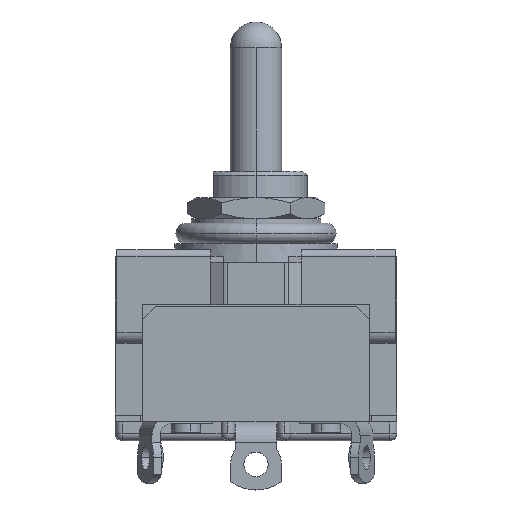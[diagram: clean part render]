
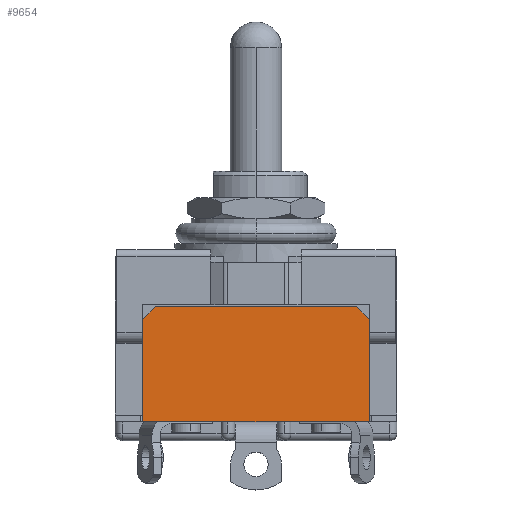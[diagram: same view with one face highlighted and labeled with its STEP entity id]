
A CAD part, top view. The second image highlights one B-rep face of the part: STEP entity #9654.
In plain terms, the highlighted planar face has unit normal (0, 0, 1).
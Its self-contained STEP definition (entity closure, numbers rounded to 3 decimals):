
#270 = VERTEX_POINT ( 'NONE', #11099 ) ;
#306 = LINE ( 'NONE', #814, #3658 ) ;
#332 = CARTESIAN_POINT ( 'NONE',  ( -11.8, -3.5, 9.6 ) ) ;
#420 = CARTESIAN_POINT ( 'NONE',  ( -13.3, -5., 9.6 ) ) ;
#468 = VECTOR ( 'NONE', #5367, 1000. ) ;
#632 = VERTEX_POINT ( 'NONE', #9609 ) ;
#814 = CARTESIAN_POINT ( 'NONE',  ( -13.3, -3.5, 9.6 ) ) ;
#855 = EDGE_LOOP ( 'NONE', ( #5182, #7943, #7550, #8049, #10565, #11152 ) ) ;
#865 = DIRECTION ( 'NONE',  ( 0., 1., 0. ) ) ;
#921 = VERTEX_POINT ( 'NONE', #332 ) ;
#1855 = CARTESIAN_POINT ( 'NONE',  ( -13.3, -3.5, 9.6 ) ) ;
#2064 = EDGE_CURVE ( 'NONE', #921, #8839, #3789, .T. ) ;
#2646 = CARTESIAN_POINT ( 'NONE',  ( 13.3, -17., 9.6 ) ) ;
#2757 = DIRECTION ( 'NONE',  ( 0., 0., -1. ) ) ;
#3658 = VECTOR ( 'NONE', #5239, 1000. ) ;
#3789 = LINE ( 'NONE', #420, #4756 ) ;
#4094 = LINE ( 'NONE', #7861, #7560 ) ;
#4145 = EDGE_CURVE ( 'NONE', #9021, #632, #7336, .T. ) ;
#4434 = EDGE_CURVE ( 'NONE', #6538, #9021, #11342, .T. ) ;
#4756 = VECTOR ( 'NONE', #8355, 1000. ) ;
#4787 = CARTESIAN_POINT ( 'NONE',  ( -13.3, -5., 9.6 ) ) ;
#4867 = DIRECTION ( 'NONE',  ( -0.707, 0.707, 0. ) ) ;
#4976 = CARTESIAN_POINT ( 'NONE',  ( 13.3, -5., 9.6 ) ) ;
#5182 = ORIENTED_EDGE ( 'NONE', *, *, #4434, .T. ) ;
#5239 = DIRECTION ( 'NONE',  ( -1., 0., 0. ) ) ;
#5367 = DIRECTION ( 'NONE',  ( 0., -1., 0. ) ) ;
#5499 = EDGE_CURVE ( 'NONE', #632, #921, #306, .T. ) ;
#5548 = EDGE_CURVE ( 'NONE', #270, #6538, #4094, .T. ) ;
#6333 = PLANE ( 'NONE',  #10609 ) ;
#6388 = VECTOR ( 'NONE', #4867, 1000. ) ;
#6431 = FACE_OUTER_BOUND ( 'NONE', #855, .T. ) ;
#6538 = VERTEX_POINT ( 'NONE', #9237 ) ;
#7183 = DIRECTION ( 'NONE',  ( 1., 0., 0. ) ) ;
#7211 = DIRECTION ( 'NONE',  ( -1., 0., 0. ) ) ;
#7336 = LINE ( 'NONE', #9088, #6388 ) ;
#7550 = ORIENTED_EDGE ( 'NONE', *, *, #5499, .T. ) ;
#7560 = VECTOR ( 'NONE', #7183, 1000. ) ;
#7839 = EDGE_CURVE ( 'NONE', #8839, #270, #10645, .T. ) ;
#7861 = CARTESIAN_POINT ( 'NONE',  ( -13.3, -17., 9.6 ) ) ;
#7893 = VECTOR ( 'NONE', #865, 1000. ) ;
#7943 = ORIENTED_EDGE ( 'NONE', *, *, #4145, .T. ) ;
#8049 = ORIENTED_EDGE ( 'NONE', *, *, #2064, .T. ) ;
#8355 = DIRECTION ( 'NONE',  ( -0.707, -0.707, 0. ) ) ;
#8839 = VERTEX_POINT ( 'NONE', #4787 ) ;
#8933 = CARTESIAN_POINT ( 'NONE',  ( -13.3, -17., 9.6 ) ) ;
#9021 = VERTEX_POINT ( 'NONE', #4976 ) ;
#9088 = CARTESIAN_POINT ( 'NONE',  ( 11.8, -3.5, 9.6 ) ) ;
#9237 = CARTESIAN_POINT ( 'NONE',  ( 13.3, -17., 9.6 ) ) ;
#9609 = CARTESIAN_POINT ( 'NONE',  ( 11.8, -3.5, 9.6 ) ) ;
#9654 = ADVANCED_FACE ( 'NONE', ( #6431 ), #6333, .F. ) ;
#10565 = ORIENTED_EDGE ( 'NONE', *, *, #7839, .T. ) ;
#10609 = AXIS2_PLACEMENT_3D ( 'NONE', #1855, #2757, #7211 ) ;
#10645 = LINE ( 'NONE', #8933, #468 ) ;
#11099 = CARTESIAN_POINT ( 'NONE',  ( -13.3, -17., 9.6 ) ) ;
#11152 = ORIENTED_EDGE ( 'NONE', *, *, #5548, .T. ) ;
#11342 = LINE ( 'NONE', #2646, #7893 ) ;
